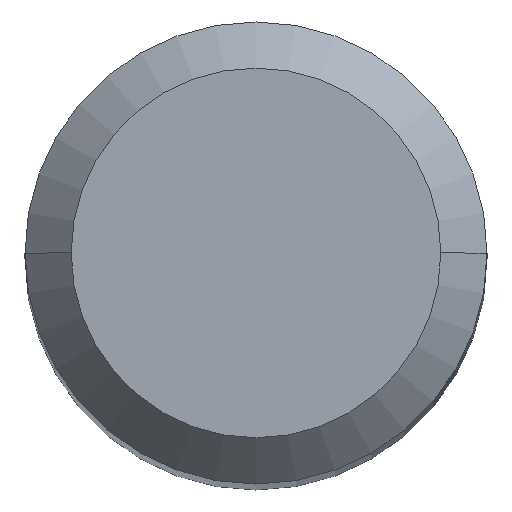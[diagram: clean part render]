
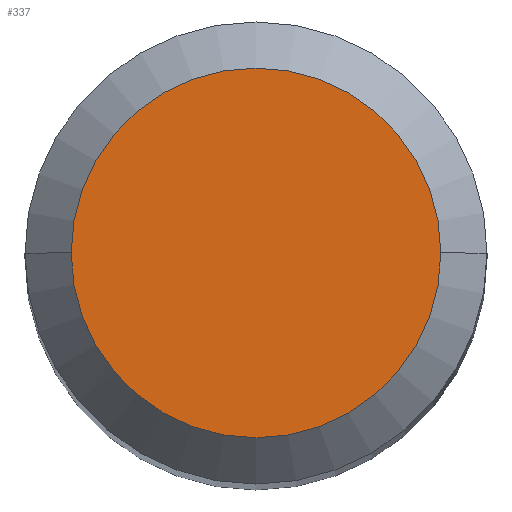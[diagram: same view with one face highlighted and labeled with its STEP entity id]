
A CAD part, top view. The second image highlights one B-rep face of the part: STEP entity #337.
In plain terms, the highlighted planar face has unit normal (0, 0, 1).
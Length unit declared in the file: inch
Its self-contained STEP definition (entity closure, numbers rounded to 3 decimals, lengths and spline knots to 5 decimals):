
#21 = ORIENTED_EDGE ( 'NONE', *, *, #94, .T. ) ;
#22 = DIRECTION ( 'NONE',  ( 0., 0., -1. ) ) ;
#50 = DIRECTION ( 'NONE',  ( 0., 0., 1. ) ) ;
#63 = DIRECTION ( 'NONE',  ( 1., 0., 0. ) ) ;
#64 = CARTESIAN_POINT ( 'NONE',  ( 0.05, 0., 0. ) ) ;
#91 = CIRCLE ( 'NONE', #328, 0.05 ) ;
#94 = EDGE_CURVE ( 'NONE', #281, #384, #114, .T. ) ;
#114 = CIRCLE ( 'NONE', #150, 0.05 ) ;
#120 = CARTESIAN_POINT ( 'NONE',  ( 0., 0., 0. ) ) ;
#125 = FACE_OUTER_BOUND ( 'NONE', #489, .T. ) ;
#144 = DIRECTION ( 'NONE',  ( 1., 0., 0. ) ) ;
#150 = AXIS2_PLACEMENT_3D ( 'NONE', #386, #50, #63 ) ;
#163 = PLANE ( 'NONE',  #278 ) ;
#165 = EDGE_CURVE ( 'NONE', #384, #281, #91, .T. ) ;
#196 = ORIENTED_EDGE ( 'NONE', *, *, #165, .T. ) ;
#278 = AXIS2_PLACEMENT_3D ( 'NONE', #440, #22, #289 ) ;
#281 = VERTEX_POINT ( 'NONE', #475 ) ;
#289 = DIRECTION ( 'NONE',  ( -1., 0., 0. ) ) ;
#312 = DIRECTION ( 'NONE',  ( 0., 0., 1. ) ) ;
#328 = AXIS2_PLACEMENT_3D ( 'NONE', #120, #312, #144 ) ;
#337 = ADVANCED_FACE ( 'NONE', ( #125 ), #163, .F. ) ;
#384 = VERTEX_POINT ( 'NONE', #64 ) ;
#386 = CARTESIAN_POINT ( 'NONE',  ( 0., 0., 0. ) ) ;
#440 = CARTESIAN_POINT ( 'NONE',  ( 0., 0., 0. ) ) ;
#475 = CARTESIAN_POINT ( 'NONE',  ( -0.05, 0., 0. ) ) ;
#489 = EDGE_LOOP ( 'NONE', ( #21, #196 ) ) ;
